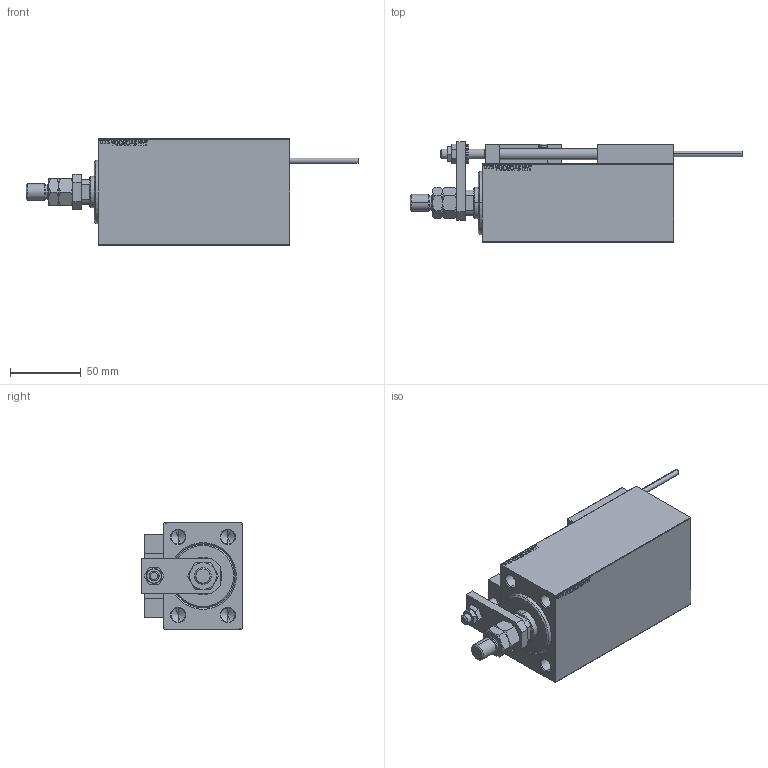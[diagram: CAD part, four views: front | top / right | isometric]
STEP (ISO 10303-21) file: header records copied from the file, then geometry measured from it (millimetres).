
FILE_DESCRIPTION (( 'STEP AP203' ), '1' );
FILE_NAME ('c593.STEP', '2024-02-12T02:59:05', ( '' ), ( '' ), 'SwSTEP 2.0', 'SolidWorks 2019', '' );
FILE_SCHEMA (( 'CONFIG_CONTROL_DESIGN' ));
Length unit declared in the file: millimetre
Products named in the file (17): X_Y_MTA d59c003e1eb12b2320d63a452354be9e; ALLEN BOLT D8 d59c003e1eb12b2320d63a452354be9e; NUT_D12 d59c003e1eb12b2320d63a452354be9e; SWITCH X d59c003e1eb12b2320d63a452354be9e; V450CM_VC_B d59c003e1eb12b2320d63a452354be9e; ALLEN BOLT D5 d59c003e1eb12b2320d63a452354be9e; MAGNET d59c003e1eb12b2320d63a452354be9e; ZARAZKA d59c003e1eb12b2320d63a452354be9e; Block d59c003e1eb12b2320d63a452354be9e; V450CM_B_VCP d59c003e1eb12b2320d63a452354be9e; KONCOVKA d59c003e1eb12b2320d63a452354be9e; TYC_L79 d59c003e1eb12b2320d63a452354be9e; c593; NUT_D10 d59c003e1eb12b2320d63a452354be9e; V450CM_B_Body d59c003e1eb12b2320d63a452354be9e; SWITCH DIM B,W d59c003e1eb12b2320d63a452354be9e; SWITCH_X_FRONT_BACK d59c003e1eb12b2320d63a452354be9e
Assembly tree (26 placements, depth 3):
  c593
    V450CM_B_Body d59c003e1eb12b2320d63a452354be9e
    V450CM_B_VCP d59c003e1eb12b2320d63a452354be9e
    SWITCH X d59c003e1eb12b2320d63a452354be9e
      SWITCH_X_FRONT_BACK d59c003e1eb12b2320d63a452354be9e  x2
      TYC_L79 d59c003e1eb12b2320d63a452354be9e
      Block d59c003e1eb12b2320d63a452354be9e  x2
      ALLEN BOLT D5 d59c003e1eb12b2320d63a452354be9e  x4
      ALLEN BOLT D8 d59c003e1eb12b2320d63a452354be9e  x4
      MAGNET d59c003e1eb12b2320d63a452354be9e  x2
      KONCOVKA d59c003e1eb12b2320d63a452354be9e  x2
    NUT_D10 d59c003e1eb12b2320d63a452354be9e
    NUT_D12 d59c003e1eb12b2320d63a452354be9e
    SWITCH DIM B,W d59c003e1eb12b2320d63a452354be9e
    ZARAZKA d59c003e1eb12b2320d63a452354be9e
    V450CM_VC_B d59c003e1eb12b2320d63a452354be9e
    X_Y_MTA d59c003e1eb12b2320d63a452354be9e
Bounding box: 234 x 70.5 x 75 mm (x, y, z)
Volume: 569299.4 mm3; surface area: 108503.3 mm2
Topology: 25 solids, 25 shells, 1367 faces, 3254 edges, 2052 vertices
Faces by surface type: plane 576, bspline 380, cylinder 188, cone 173, torus 46, sphere 4
Entity records: 52884 total; most frequent: CARTESIAN_POINT 26772, ORIENTED_EDGE 5496, DIRECTION 3789, EDGE_CURVE 2748, VERTEX_POINT 1776, LINE 1547, VECTOR 1547, EDGE_LOOP 1274
